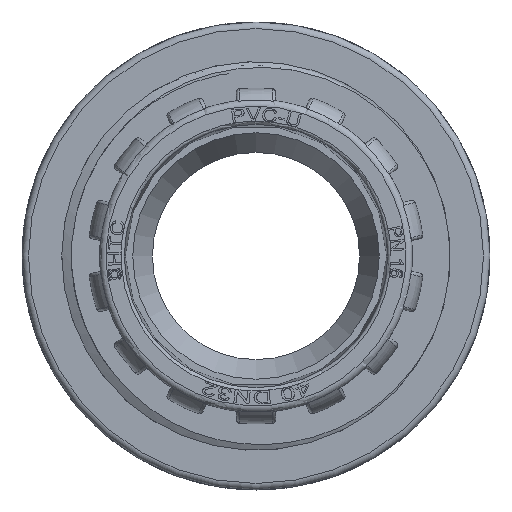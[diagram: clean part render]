
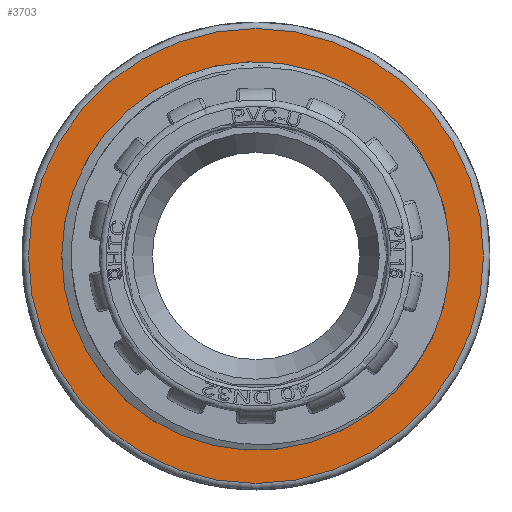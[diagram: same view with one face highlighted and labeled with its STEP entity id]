
A CAD part, front view. The second image highlights one B-rep face of the part: STEP entity #3703.
In plain terms, the highlighted planar face has unit normal (0, -1, 0).
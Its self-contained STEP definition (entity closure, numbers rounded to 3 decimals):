
#3703=ADVANCED_FACE('',(#4384,#4385),#4170,.T.);
#4170=PLANE('',#16217);
#4384=FACE_BOUND('',#5113,.T.);
#4385=FACE_BOUND('',#5114,.T.);
#5113=EDGE_LOOP('',(#9296));
#5114=EDGE_LOOP('',(#9297));
#5742=CIRCLE('',#16213,29.807);
#5743=CIRCLE('',#16215,34.9);
#9296=ORIENTED_EDGE('',*,*,#13609,.T.);
#9297=ORIENTED_EDGE('',*,*,#13608,.T.);
#11534=VERTEX_POINT('',#37566);
#11535=VERTEX_POINT('',#38163);
#13608=EDGE_CURVE('',#11534,#11534,#5742,.T.);
#13609=EDGE_CURVE('',#11535,#11535,#5743,.T.);
#16213=AXIS2_PLACEMENT_3D('',#37565,#18710,#18711);
#16215=AXIS2_PLACEMENT_3D('',#38162,#18714,#18715);
#16217=AXIS2_PLACEMENT_3D('',#38165,#18718,#18719);
#18710=DIRECTION('',(0.,1.,0.));
#18711=DIRECTION('',(-1.,0.,0.));
#18714=DIRECTION('',(0.,-1.,0.));
#18715=DIRECTION('',(-1.,0.,0.));
#18718=DIRECTION('',(0.,-1.,0.));
#18719=DIRECTION('',(-1.,0.,0.));
#37565=CARTESIAN_POINT('',(863.136,581.044,0.));
#37566=CARTESIAN_POINT('',(833.329,581.044,0.));
#38162=CARTESIAN_POINT('',(863.136,581.044,0.));
#38163=CARTESIAN_POINT('',(828.236,581.044,0.));
#38165=CARTESIAN_POINT('',(863.136,581.044,0.));
